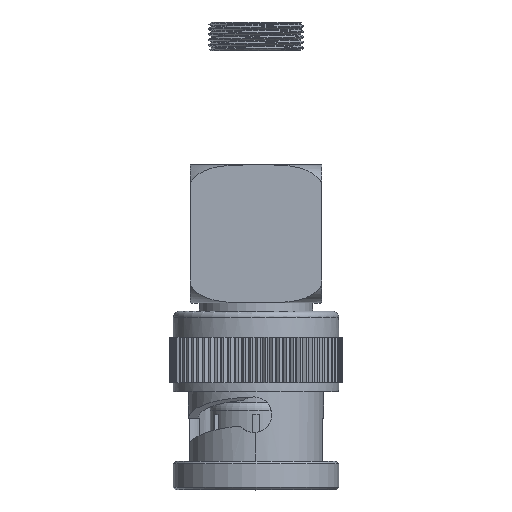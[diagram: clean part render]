
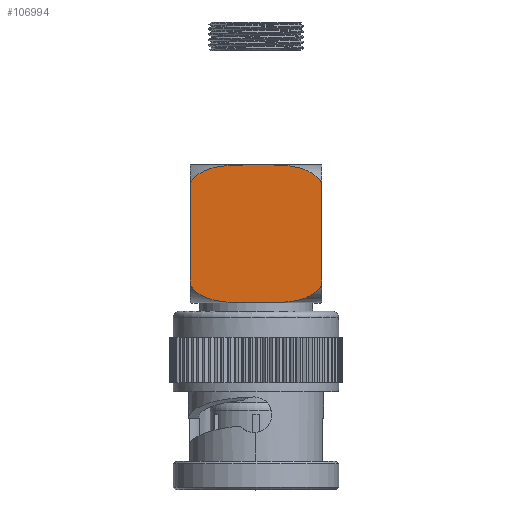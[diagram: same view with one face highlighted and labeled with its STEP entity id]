
A CAD part, top view. The second image highlights one B-rep face of the part: STEP entity #106994.
In plain terms, the highlighted planar face has unit normal (0, 0, 1).
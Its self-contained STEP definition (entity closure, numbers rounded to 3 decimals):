
#6808=B_SPLINE_CURVE_WITH_KNOTS('',3,(#189324,#189325,#189326,#189327,#189328,
#189329,#189330,#189331,#189332,#189333,#189334),.UNSPECIFIED.,.F.,.F.,
(4,1,1,1,1,1,1,1,4),(0.022,0.024,0.025,
0.027,0.028,0.03,0.031,
0.033,0.034),.UNSPECIFIED.);
#6809=B_SPLINE_CURVE_WITH_KNOTS('',3,(#189338,#189339,#189340,#189341,#189342,
#189343,#189344,#189345,#189346,#189347,#189348),.UNSPECIFIED.,.F.,.F.,
(4,1,1,1,1,1,1,1,4),(0.022,0.024,0.025,
0.027,0.028,0.03,0.031,
0.033,0.034),.UNSPECIFIED.);
#13623=LINE('',#189321,#14613);
#13624=LINE('',#189336,#14614);
#14613=VECTOR('',#180105,1000.);
#14614=VECTOR('',#180106,1000.);
#25070=PLANE('',#176229);
#27262=ORIENTED_EDGE('',*,*,#61390,.T.);
#27263=ORIENTED_EDGE('',*,*,#61391,.T.);
#27264=ORIENTED_EDGE('',*,*,#61392,.F.);
#27265=ORIENTED_EDGE('',*,*,#61393,.F.);
#61390=EDGE_CURVE('',#78545,#78546,#13623,.T.);
#61391=EDGE_CURVE('',#78546,#78547,#6808,.T.);
#61392=EDGE_CURVE('',#78548,#78547,#13624,.T.);
#61393=EDGE_CURVE('',#78545,#78548,#6809,.T.);
#78545=VERTEX_POINT('',#189322);
#78546=VERTEX_POINT('',#189323);
#78547=VERTEX_POINT('',#189335);
#78548=VERTEX_POINT('',#189337);
#87870=EDGE_LOOP('',(#27262,#27263,#27264,#27265));
#96576=FACE_BOUND('',#87870,.T.);
#106994=ADVANCED_FACE('',(#96576),#25070,.F.);
#176229=AXIS2_PLACEMENT_3D('',#189320,#180103,#180104);
#180103=DIRECTION('',(0.,0.,-1.));
#180104=DIRECTION('',(-1.,0.,0.));
#180105=DIRECTION('',(0.,1.,0.));
#180106=DIRECTION('',(0.,1.,0.));
#189320=CARTESIAN_POINT('',(5.525,-5.8,5.525));
#189321=CARTESIAN_POINT('',(5.525,-5.8,5.525));
#189322=CARTESIAN_POINT('',(5.525,-4.3,5.525));
#189323=CARTESIAN_POINT('',(5.525,4.3,5.525));
#189324=CARTESIAN_POINT('',(5.525,4.3,5.525));
#189325=CARTESIAN_POINT('',(5.261,4.724,5.525));
#189326=CARTESIAN_POINT('',(4.444,5.361,5.525));
#189327=CARTESIAN_POINT('',(2.984,5.73,5.525));
#189328=CARTESIAN_POINT('',(1.513,5.804,5.525));
#189329=CARTESIAN_POINT('',(0.045,5.798,5.525));
#189330=CARTESIAN_POINT('',(-1.465,5.805,5.525));
#189331=CARTESIAN_POINT('',(-2.967,5.734,5.525));
#189332=CARTESIAN_POINT('',(-4.438,5.364,5.525));
#189333=CARTESIAN_POINT('',(-5.258,4.728,5.525));
#189334=CARTESIAN_POINT('',(-5.525,4.3,5.525));
#189335=CARTESIAN_POINT('',(-5.525,4.3,5.525));
#189336=CARTESIAN_POINT('',(-5.525,-5.8,5.525));
#189337=CARTESIAN_POINT('',(-5.525,-4.3,5.525));
#189338=CARTESIAN_POINT('',(5.525,-4.3,5.525));
#189339=CARTESIAN_POINT('',(5.261,-4.724,5.525));
#189340=CARTESIAN_POINT('',(4.444,-5.361,5.525));
#189341=CARTESIAN_POINT('',(2.984,-5.73,5.525));
#189342=CARTESIAN_POINT('',(1.513,-5.804,5.525));
#189343=CARTESIAN_POINT('',(0.045,-5.798,5.525));
#189344=CARTESIAN_POINT('',(-1.465,-5.805,5.525));
#189345=CARTESIAN_POINT('',(-2.967,-5.734,5.525));
#189346=CARTESIAN_POINT('',(-4.438,-5.364,5.525));
#189347=CARTESIAN_POINT('',(-5.258,-4.728,5.525));
#189348=CARTESIAN_POINT('',(-5.525,-4.3,5.525));
